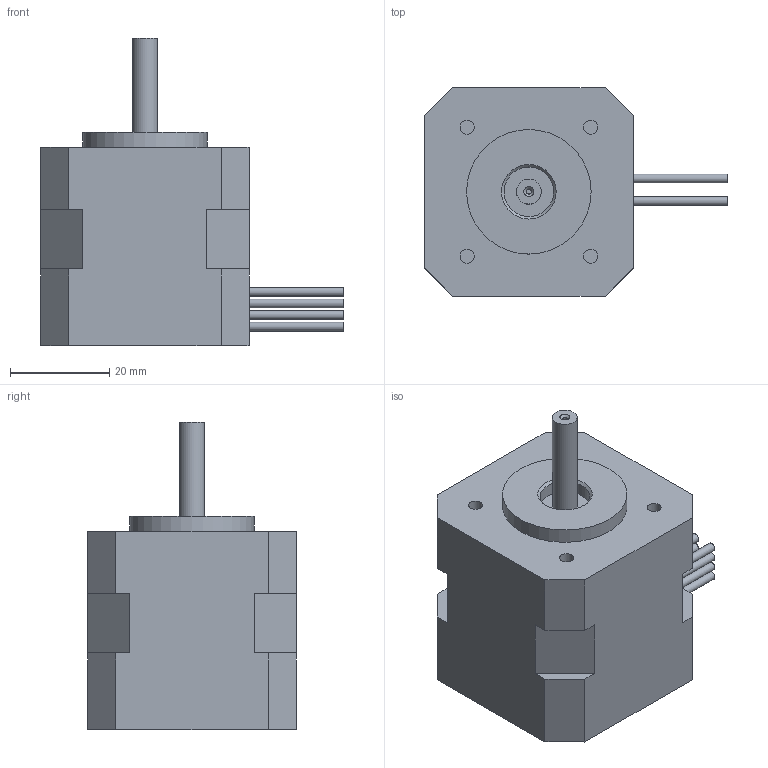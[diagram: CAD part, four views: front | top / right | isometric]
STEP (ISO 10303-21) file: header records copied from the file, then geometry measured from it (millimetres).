
FILE_DESCRIPTION( ( 'Unknown' ), '1' );
FILE_NAME( 'B4240.stp', 'Unknown', ( 'Unknown' ), ( 'Unknown' ), 'PSStep 17.0.49', 'Unknown', ' ' );
FILE_SCHEMA( ( 'AUTOMOTIVE_DESIGN { 1 0 10303 214 1 1 1 1 }' ) );
Length unit declared in the file: millimetre
Products named in the file (1): 1
Bounding box: 61 x 42 x 62 mm (x, y, z)
Volume: 68637.5 mm3; surface area: 11590.3 mm2
Topology: 1 solids, 1 shells, 128 faces, 300 edges, 200 vertices
Faces by surface type: plane 104, cylinder 21, cone 3
Full cylindrical faces by diameter (mm): 1 x1, 1.75 x8, 2.85 x4, 5 x1, 5.5 x4, 10 x2, 25.1 x1
Entity records: 4522 total; most frequent: CARTESIAN_POINT 599, DIRECTION 576, ORIENTED_EDGE 546, EDGE_CURVE 273, LINE 228, VECTOR 228, VERTEX_POINT 197, EDGE_LOOP 178
